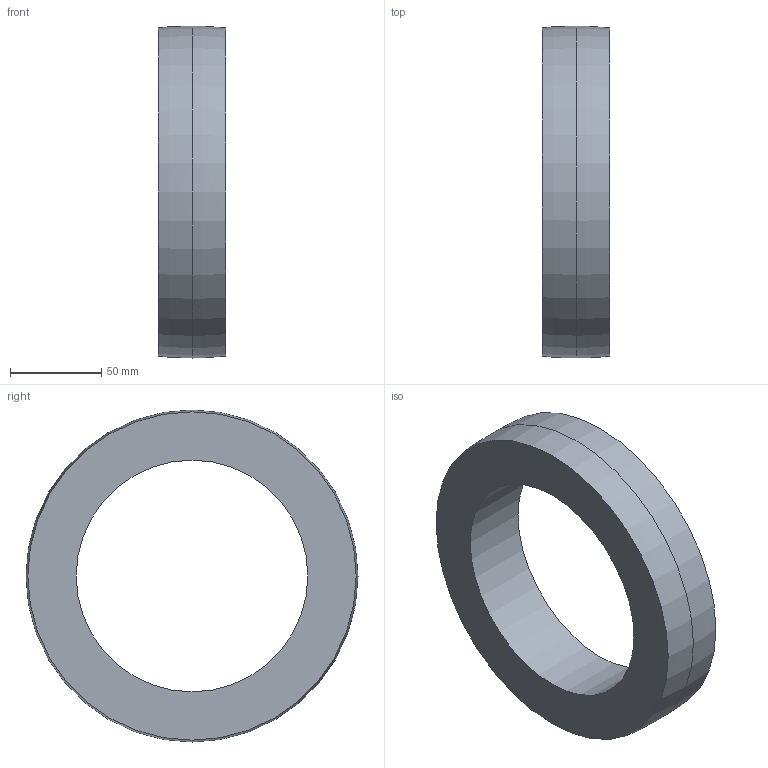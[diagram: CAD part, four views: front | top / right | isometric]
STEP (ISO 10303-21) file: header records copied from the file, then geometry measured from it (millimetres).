
FILE_DESCRIPTION(('FreeCAD Model'),'2;1');
FILE_NAME('Open CASCADE Shape Model','2024-11-17T18:09:36',(''),(''), 'Open CASCADE STEP processor 7.6','FreeCAD','Unknown');
FILE_SCHEMA(('AUTOMOTIVE_DESIGN { 1 0 10303 214 1 1 1 1 }'));
Length unit declared in the file: millimetre
Products named in the file (1): Poulie-2
Bounding box: 37 x 182 x 182 mm (x, y, z)
Volume: 486849.8 mm3; surface area: 61439.8 mm2
Topology: 1 solids, 1 shells, 5 faces, 8 edges, 5 vertices
Faces by surface type: plane 2, revolution 2, cylinder 1
Full cylindrical faces by diameter (mm): 127 x1
Entity records: 155 total; most frequent: DIRECTION 29, CARTESIAN_POINT 21, ORIENTED_EDGE 16, AXIS2_PLACEMENT_3D 13, CIRCLE 9, EDGE_CURVE 8, FACE_BOUND 7, EDGE_LOOP 7
